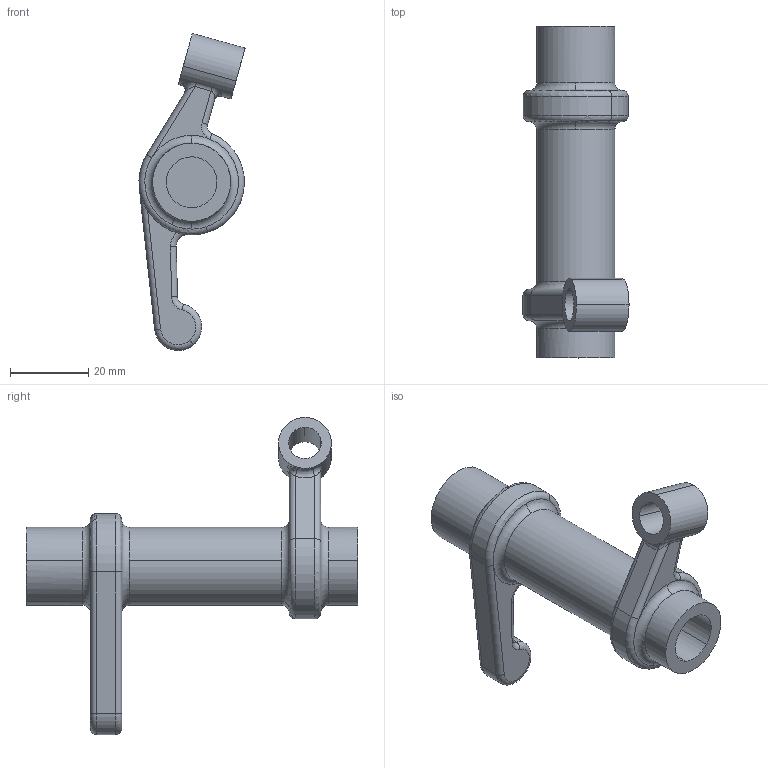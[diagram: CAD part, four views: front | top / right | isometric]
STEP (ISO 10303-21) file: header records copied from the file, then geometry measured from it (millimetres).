
FILE_DESCRIPTION(('produced by SPATIAL CORP'),'2;1');
FILE_NAME('Part12.hh.sat.stp', '2002-04-22T11:46:17+00:00',('SPATIAL CORP'),('SPATIAL CORP'), 'ACIS STEP Husk','http://www.spatial.com','SPATIAL CORP');
FILE_SCHEMA(('CONFIG_CONTROL_DESIGN'));
Length unit declared in the file: millimetre
Products named in the file (1): PRODUCT_ID_1
Bounding box: 27.17 x 85 x 81.22 mm (x, y, z)
Volume: 26091.1 mm3; surface area: 12394.3 mm2
Topology: 1 solids, 2 shells, 95 faces, 220 edges, 132 vertices
Faces by surface type: cylinder 43, torus 31, plane 16, bspline 5
Entity records: 7786 total; most frequent: CARTESIAN_POINT 5797, ORIENTED_EDGE 440, DIRECTION 364, EDGE_CURVE 220, AXIS2_PLACEMENT_3D 158, VERTEX_POINT 132, CIRCLE 100, EDGE_LOOP 100
